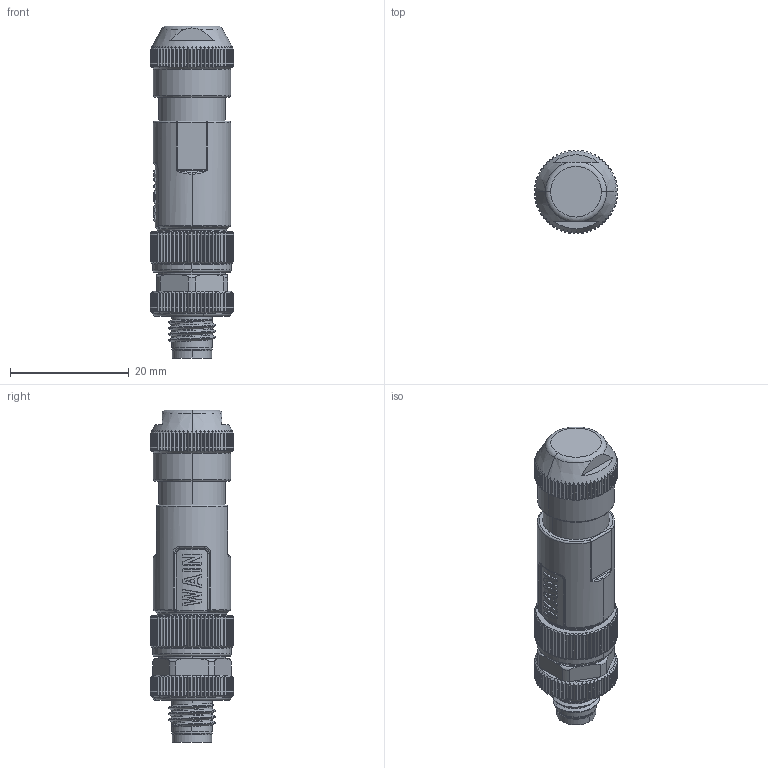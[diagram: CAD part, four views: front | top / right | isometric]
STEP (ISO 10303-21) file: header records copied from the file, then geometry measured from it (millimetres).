
FILE_DESCRIPTION((''),'2;1');
FILE_NAME('M8-M04-T-D5_5-SH_ASM_SW0002','2020-12-16T',('tc.chen'),(''),'PRO/ENGINEER BY PARAMETRIC TECHNOLOGY CORPORATION, 2012480','PRO/ENGINEER BY PARAMETRIC TECHNOLOGY CORPORATION, 2012480','');
FILE_SCHEMA(('AUTOMOTIVE_DESIGN { 1 0 10303 214 1 1 1 1 }'));
Length unit declared in the file: millimetre
Products named in the file (1): M8-M04-T-D5_5-SH_ASM_SW0002
Bounding box: 13.99 x 13.99 x 55.9 mm (x, y, z)
Volume: 6516.2 mm3; surface area: 2990 mm2
Topology: 1 solids, 1 shells, 834 faces, 2362 edges, 1542 vertices
Faces by surface type: plane 417, cylinder 256, cone 76, bspline 49, torus 24, sphere 10, extrusion 2
Entity records: 47195 total; most frequent: CARTESIAN_POINT 12442, ORIENTED_EDGE 4704, DIRECTION 3673, PRESENTATION_STYLE_ASSIGNMENT 3189, STYLED_ITEM 2381, CURVE_STYLE 2354, EDGE_CURVE 2352, VERTEX_POINT 1542
